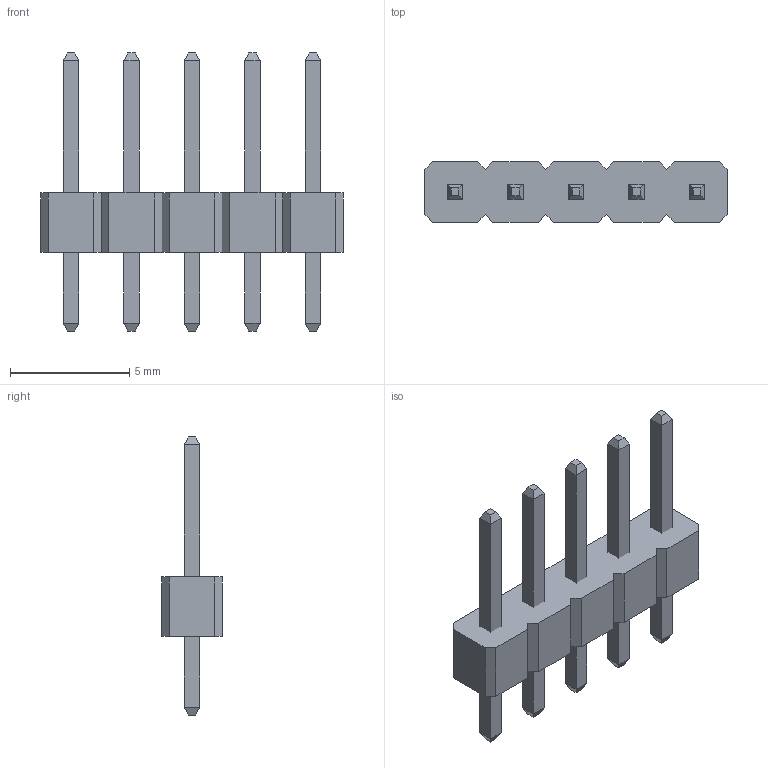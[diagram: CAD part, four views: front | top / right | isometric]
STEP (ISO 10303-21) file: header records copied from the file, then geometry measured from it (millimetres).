
FILE_DESCRIPTION(/* description */ (''),/* implementation_level */ '2;1');
FILE_NAME(/* name */ '5f3dd4bd933f190f816bc9b6',/* time_stamp */ '2020-08-20T01:41:18+00:00',/* author */ (''),/* organization */ (''),/* preprocessor_version */ 'ST-DEVELOPER v16.7',/* originating_system */ $,/* authorisation */ $);
FILE_SCHEMA (('AUTOMOTIVE_DESIGN {1 0 10303 214 3 1 1}'));
Length unit declared in the file: metre
Products named in the file (11): Part 11; Part 10; Part 9; Part 8; Part 7; Part 6; Part 5; Part 4; Plastic; Pin Bottom; Pin Top
Bounding box: 12.7 x 2.54 x 11.68 mm (x, y, z)
Volume: 101.5 mm3; surface area: 295.4 mm2
Topology: 11 solids, 11 shells, 134 faces, 296 edges, 184 vertices
Faces by surface type: plane 134
Entity records: 3842 total; most frequent: CARTESIAN_POINT 625, ORIENTED_EDGE 592, DIRECTION 586, EDGE_CURVE 296, LINE 296, VECTOR 296, VERTEX_POINT 184, AXIS2_PLACEMENT_3D 145
